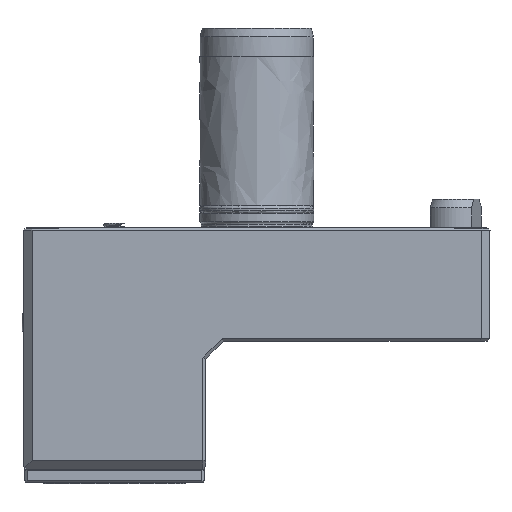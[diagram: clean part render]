
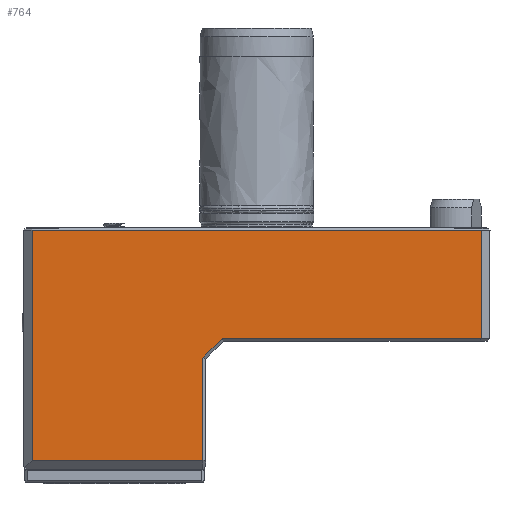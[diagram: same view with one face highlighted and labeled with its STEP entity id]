
A CAD part, front view. The second image highlights one B-rep face of the part: STEP entity #764.
In plain terms, the highlighted planar face has unit normal (0, -1, 0).
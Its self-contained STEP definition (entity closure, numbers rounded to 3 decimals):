
#96=LINE('',#4326,#304);
#97=LINE('',#4328,#305);
#101=LINE('',#4336,#309);
#117=LINE('',#4368,#325);
#128=LINE('',#4390,#336);
#148=LINE('',#4506,#356);
#149=LINE('',#4508,#357);
#304=VECTOR('',#2740,1.);
#305=VECTOR('',#2743,1.);
#309=VECTOR('',#2749,1.);
#325=VECTOR('',#2777,1.);
#336=VECTOR('',#2796,1.);
#356=VECTOR('',#2832,1.);
#357=VECTOR('',#2833,1.);
#535=PLANE('',#2537);
#639=FACE_OUTER_BOUND('',#1029,.T.);
#764=ADVANCED_FACE('',(#639),#535,.F.);
#1029=EDGE_LOOP('',(#1418,#1419,#1420,#1421,#1422,#1423,#1424));
#1418=ORIENTED_EDGE('',*,*,#2131,.T.);
#1419=ORIENTED_EDGE('',*,*,#2127,.T.);
#1420=ORIENTED_EDGE('',*,*,#2126,.T.);
#1421=ORIENTED_EDGE('',*,*,#2179,.T.);
#1422=ORIENTED_EDGE('',*,*,#2180,.T.);
#1423=ORIENTED_EDGE('',*,*,#2158,.T.);
#1424=ORIENTED_EDGE('',*,*,#2147,.T.);
#1862=VERTEX_POINT('',#4110);
#1874=VERTEX_POINT('',#4325);
#1875=VERTEX_POINT('',#4329);
#1877=VERTEX_POINT('',#4334);
#1887=VERTEX_POINT('',#4364);
#1892=VERTEX_POINT('',#4385);
#1908=VERTEX_POINT('',#4507);
#2126=EDGE_CURVE('',#1862,#1874,#96,.T.);
#2127=EDGE_CURVE('',#1875,#1862,#97,.T.);
#2131=EDGE_CURVE('',#1877,#1875,#101,.T.);
#2147=EDGE_CURVE('',#1887,#1877,#117,.T.);
#2158=EDGE_CURVE('',#1892,#1887,#128,.T.);
#2179=EDGE_CURVE('',#1874,#1908,#148,.T.);
#2180=EDGE_CURVE('',#1908,#1892,#149,.T.);
#2537=AXIS2_PLACEMENT_3D('',#4509,#2834,#2835);
#2740=DIRECTION('',(0.,0.,1.));
#2743=DIRECTION('',(1.,0.,0.));
#2749=DIRECTION('',(0.707,0.,0.707));
#2777=DIRECTION('',(0.,0.,1.));
#2796=DIRECTION('',(1.,0.,0.));
#2832=DIRECTION('',(-1.,0.,0.));
#2833=DIRECTION('',(0.,0.,-1.));
#2834=DIRECTION('',(0.,1.,0.));
#2835=DIRECTION('',(-1.,0.,0.));
#4110=CARTESIAN_POINT('',(79.,-42.,-39.));
#4325=CARTESIAN_POINT('',(79.,-42.,-1.));
#4326=CARTESIAN_POINT('',(79.,-42.,-40.));
#4328=CARTESIAN_POINT('',(82.,-42.,-39.));
#4329=CARTESIAN_POINT('',(-12.114,-42.,-39.));
#4334=CARTESIAN_POINT('',(-19.,-42.,-45.886));
#4336=CARTESIAN_POINT('',(34.443,-42.,7.557));
#4364=CARTESIAN_POINT('',(-19.,-42.,-82.));
#4368=CARTESIAN_POINT('',(-19.,-42.,-40.));
#4385=CARTESIAN_POINT('',(-79.,-42.,-82.));
#4390=CARTESIAN_POINT('',(82.,-42.,-82.));
#4506=CARTESIAN_POINT('',(82.,-42.,-1.));
#4507=CARTESIAN_POINT('',(-79.,-42.,-1.));
#4508=CARTESIAN_POINT('',(-79.,-42.,-40.));
#4509=CARTESIAN_POINT('',(82.,-42.,-40.));
